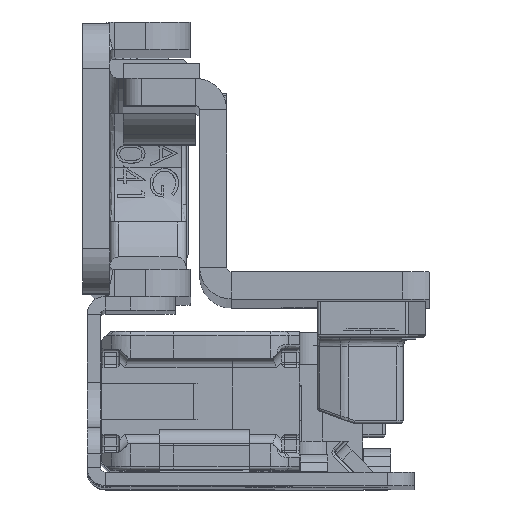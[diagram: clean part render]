
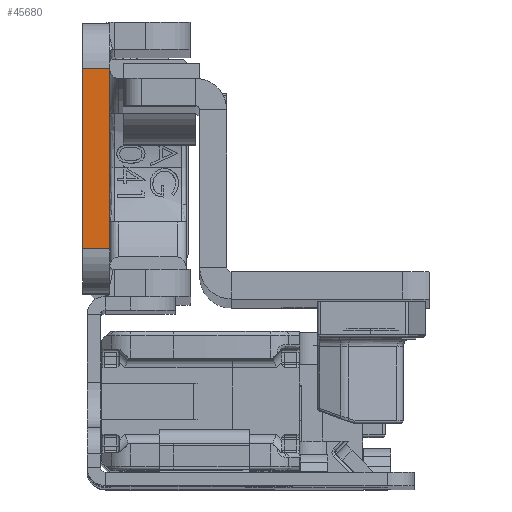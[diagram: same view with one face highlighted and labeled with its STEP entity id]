
A CAD part, top view. The second image highlights one B-rep face of the part: STEP entity #45680.
In plain terms, the highlighted planar face has unit normal (0, 0, 1).
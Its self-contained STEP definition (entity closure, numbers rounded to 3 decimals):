
#98 = AXIS2_PLACEMENT_3D ( 'NONE', #31239, #64381, #3189 ) ;
#3189 = DIRECTION ( 'NONE',  ( -1., 0., 0. ) ) ;
#3936 = LINE ( 'NONE', #8341, #25579 ) ;
#4308 = CARTESIAN_POINT ( 'NONE',  ( 3., -10., 0. ) ) ;
#7748 = VECTOR ( 'NONE', #31298, 1000. ) ;
#8341 = CARTESIAN_POINT ( 'NONE',  ( 3., -22.5, 0. ) ) ;
#12695 = ORIENTED_EDGE ( 'NONE', *, *, #70740, .T. ) ;
#13411 = VERTEX_POINT ( 'NONE', #22894 ) ;
#13773 = PLANE ( 'NONE',  #98 ) ;
#16574 = ORIENTED_EDGE ( 'NONE', *, *, #57011, .F. ) ;
#22894 = CARTESIAN_POINT ( 'NONE',  ( 0., -10., 0. ) ) ;
#24873 = CARTESIAN_POINT ( 'NONE',  ( 3., -10., 0. ) ) ;
#24955 = ORIENTED_EDGE ( 'NONE', *, *, #52639, .T. ) ;
#25579 = VECTOR ( 'NONE', #42541, 1000. ) ;
#27604 = VECTOR ( 'NONE', #65672, 1000. ) ;
#30232 = VERTEX_POINT ( 'NONE', #4308 ) ;
#31239 = CARTESIAN_POINT ( 'NONE',  ( 3., -22.5, 0. ) ) ;
#31298 = DIRECTION ( 'NONE',  ( -1., 0., 0. ) ) ;
#32002 = LINE ( 'NONE', #70258, #7748 ) ;
#41631 = DIRECTION ( 'NONE',  ( -1., 0., 0. ) ) ;
#42541 = DIRECTION ( 'NONE',  ( 0., -1., 0. ) ) ;
#43859 = VERTEX_POINT ( 'NONE', #44253 ) ;
#44253 = CARTESIAN_POINT ( 'NONE',  ( 3., 10., 0. ) ) ;
#45680 = ADVANCED_FACE ( 'NONE', ( #58554 ), #13773, .F. ) ;
#45888 = ORIENTED_EDGE ( 'NONE', *, *, #46548, .F. ) ;
#46264 = CARTESIAN_POINT ( 'NONE',  ( 0., 10., 0. ) ) ;
#46548 = EDGE_CURVE ( 'NONE', #30232, #13411, #70385, .T. ) ;
#52639 = EDGE_CURVE ( 'NONE', #43859, #72067, #32002, .T. ) ;
#55079 = LINE ( 'NONE', #59129, #27604 ) ;
#57011 = EDGE_CURVE ( 'NONE', #43859, #30232, #3936, .T. ) ;
#58403 = VECTOR ( 'NONE', #41631, 1000. ) ;
#58554 = FACE_OUTER_BOUND ( 'NONE', #61117, .T. ) ;
#59129 = CARTESIAN_POINT ( 'NONE',  ( 0., -22.5, 0. ) ) ;
#61117 = EDGE_LOOP ( 'NONE', ( #45888, #16574, #24955, #12695 ) ) ;
#64381 = DIRECTION ( 'NONE',  ( 0., 0., -1. ) ) ;
#65672 = DIRECTION ( 'NONE',  ( 0., -1., 0. ) ) ;
#70258 = CARTESIAN_POINT ( 'NONE',  ( 3., 10., 0. ) ) ;
#70385 = LINE ( 'NONE', #24873, #58403 ) ;
#70740 = EDGE_CURVE ( 'NONE', #72067, #13411, #55079, .T. ) ;
#72067 = VERTEX_POINT ( 'NONE', #46264 ) ;
